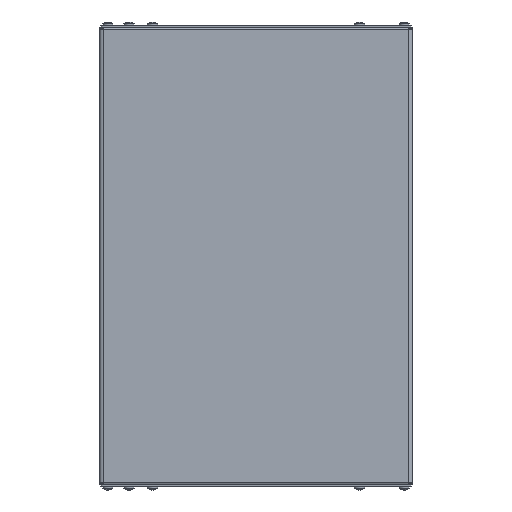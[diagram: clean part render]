
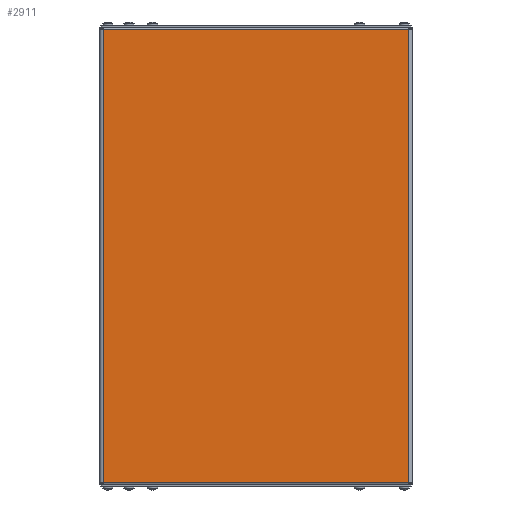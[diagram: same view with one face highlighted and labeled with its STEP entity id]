
A CAD part, left-side view. The second image highlights one B-rep face of the part: STEP entity #2911.
In plain terms, the highlighted free-form (B-spline) face has degree [1, 1] with [2, 2] control points.
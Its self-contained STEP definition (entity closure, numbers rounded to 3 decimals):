
#1808 = VERTEX_POINT('',#1809);
#1809 = CARTESIAN_POINT('',(-131.828,19.611,
    190.66));
#1861 = VERTEX_POINT('',#1862);
#1862 = CARTESIAN_POINT('',(-131.828,19.611,
    -190.66));
#1899 = VERTEX_POINT('',#1900);
#1900 = CARTESIAN_POINT('',(-131.828,-237.508,
    190.66));
#1922 = VERTEX_POINT('',#1923);
#1923 = CARTESIAN_POINT('',(-131.828,-237.508,
    -190.66));
#2898 = EDGE_CURVE('',#1808,#1861,#2899,.T.);
#2899 = B_SPLINE_CURVE_WITH_KNOTS('',1,(#2900,#2901),.UNSPECIFIED.,.F.,
  .F.,(2,2),(-0.,350.),.PIECEWISE_BEZIER_KNOTS.);
#2900 = CARTESIAN_POINT('',(-131.828,19.611,
    190.66));
#2901 = CARTESIAN_POINT('',(-131.828,19.611,
    -190.66));
#2911 = ADVANCED_FACE('',(#2912),#2930,.F.);
#2912 = FACE_BOUND('',#2913,.T.);
#2913 = EDGE_LOOP('',(#2914,#2919,#2924,#2929));
#2914 = ORIENTED_EDGE('',*,*,#2915,.T.);
#2915 = EDGE_CURVE('',#1861,#1922,#2916,.T.);
#2916 = B_SPLINE_CURVE_WITH_KNOTS('',1,(#2917,#2918),.UNSPECIFIED.,.F.,
  .F.,(2,2),(0.,236.),.PIECEWISE_BEZIER_KNOTS.);
#2917 = CARTESIAN_POINT('',(-131.828,19.611,
    -190.66));
#2918 = CARTESIAN_POINT('',(-131.828,-237.508,
    -190.66));
#2919 = ORIENTED_EDGE('',*,*,#2920,.F.);
#2920 = EDGE_CURVE('',#1899,#1922,#2921,.T.);
#2921 = B_SPLINE_CURVE_WITH_KNOTS('',1,(#2922,#2923),.UNSPECIFIED.,.F.,
  .F.,(2,2),(0.,350.),.PIECEWISE_BEZIER_KNOTS.);
#2922 = CARTESIAN_POINT('',(-131.828,-237.508,
    190.66));
#2923 = CARTESIAN_POINT('',(-131.828,-237.508,
    -190.66));
#2924 = ORIENTED_EDGE('',*,*,#2925,.F.);
#2925 = EDGE_CURVE('',#1808,#1899,#2926,.T.);
#2926 = B_SPLINE_CURVE_WITH_KNOTS('',1,(#2927,#2928),.UNSPECIFIED.,.F.,
  .F.,(2,2),(0.,236.),.PIECEWISE_BEZIER_KNOTS.);
#2927 = CARTESIAN_POINT('',(-131.828,19.611,
    190.66));
#2928 = CARTESIAN_POINT('',(-131.828,-237.508,
    190.66));
#2929 = ORIENTED_EDGE('',*,*,#2898,.T.);
#2930 = B_SPLINE_SURFACE_WITH_KNOTS('',1,1,(
    (#2931,#2932)
    ,(#2933,#2934
    )),.UNSPECIFIED.,.F.,.F.,.F.,(2,2),(2,2),(-236.,0.),(-350.,0.),
  .PIECEWISE_BEZIER_KNOTS.);
#2931 = CARTESIAN_POINT('',(-131.828,-237.508,
    -190.66));
#2932 = CARTESIAN_POINT('',(-131.828,-237.508,
    190.66));
#2933 = CARTESIAN_POINT('',(-131.828,19.611,
    -190.66));
#2934 = CARTESIAN_POINT('',(-131.828,19.611,
    190.66));
